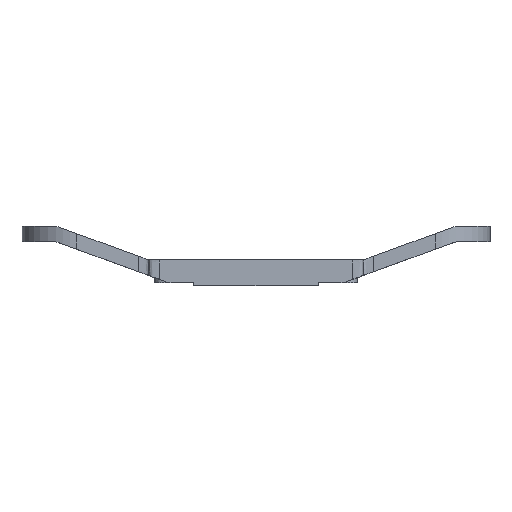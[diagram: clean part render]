
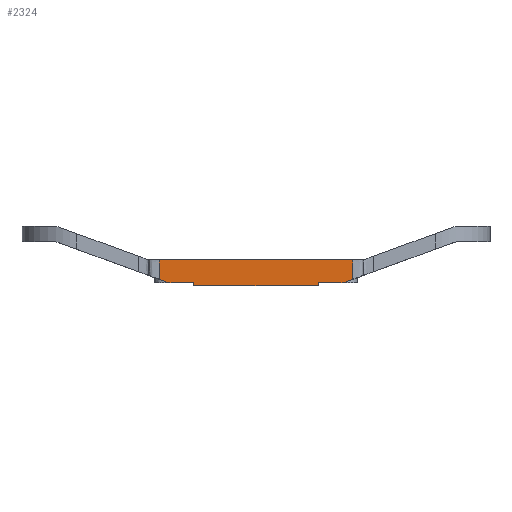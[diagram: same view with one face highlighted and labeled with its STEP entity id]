
A CAD part, front view. The second image highlights one B-rep face of the part: STEP entity #2324.
In plain terms, the highlighted planar face has unit normal (0, -1, 0).
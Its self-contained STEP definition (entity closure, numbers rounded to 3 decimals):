
#65 = EDGE_CURVE ( 'NONE', #1771, #2346, #256, .T. ) ;
#78 = ORIENTED_EDGE ( 'NONE', *, *, #65, .T. ) ;
#90 = ORIENTED_EDGE ( 'NONE', *, *, #216, .T. ) ;
#117 = CARTESIAN_POINT ( 'NONE',  ( -18.587, -25., 3.757 ) ) ;
#133 = ORIENTED_EDGE ( 'NONE', *, *, #1185, .T. ) ;
#216 = EDGE_CURVE ( 'NONE', #1074, #822, #321, .T. ) ;
#256 = B_SPLINE_CURVE_WITH_KNOTS ( 'NONE', 3,
 ( #1827, #2070, #2555, #1012 ),
 .UNSPECIFIED., .F., .F.,
 ( 4, 4 ),
 ( 0., 1. ),
 .UNSPECIFIED. ) ;
#258 = DIRECTION ( 'NONE',  ( 0.94, 0., -0.342 ) ) ;
#259 = CARTESIAN_POINT ( 'NONE',  ( -18.587, -25., 1.272 ) ) ;
#266 = FACE_OUTER_BOUND ( 'NONE', #2523, .T. ) ;
#310 = DIRECTION ( 'NONE',  ( 0., 0., -1. ) ) ;
#321 = LINE ( 'NONE', #2011, #1652 ) ;
#393 = VECTOR ( 'NONE', #2528, 1000. ) ;
#402 = LINE ( 'NONE', #2105, #1967 ) ;
#464 = CARTESIAN_POINT ( 'NONE',  ( -20.587, -25., 0. ) ) ;
#499 = VERTEX_POINT ( 'NONE', #751 ) ;
#559 = LINE ( 'NONE', #2440, #2832 ) ;
#595 = CARTESIAN_POINT ( 'NONE',  ( 38.5, -25., 8.52 ) ) ;
#619 = CARTESIAN_POINT ( 'NONE',  ( -16.741, -25., 0.6 ) ) ;
#699 = EDGE_CURVE ( 'NONE', #2389, #1598, #559, .T. ) ;
#751 = CARTESIAN_POINT ( 'NONE',  ( -18.587, -25., 5. ) ) ;
#822 = VERTEX_POINT ( 'NONE', #619 ) ;
#841 = ORIENTED_EDGE ( 'NONE', *, *, #2251, .T. ) ;
#884 = CARTESIAN_POINT ( 'NONE',  ( -12., -25., 0. ) ) ;
#946 = CARTESIAN_POINT ( 'NONE',  ( -18.587, -25., 1.272 ) ) ;
#972 = VECTOR ( 'NONE', #2660, 1000. ) ;
#985 = CARTESIAN_POINT ( 'NONE',  ( 18.587, -25., 5. ) ) ;
#1012 = CARTESIAN_POINT ( 'NONE',  ( 18.587, -25., 5. ) ) ;
#1015 = DIRECTION ( 'NONE',  ( 0., 1., 0. ) ) ;
#1027 = CARTESIAN_POINT ( 'NONE',  ( 12., -25., 0. ) ) ;
#1046 = CARTESIAN_POINT ( 'NONE',  ( 16.741, -25., 0.6 ) ) ;
#1067 = CARTESIAN_POINT ( 'NONE',  ( -18.587, -25., 2.515 ) ) ;
#1074 = VERTEX_POINT ( 'NONE', #259 ) ;
#1169 = DIRECTION ( 'NONE',  ( 1., 0., 0. ) ) ;
#1185 = EDGE_CURVE ( 'NONE', #822, #2389, #402, .T. ) ;
#1258 = VECTOR ( 'NONE', #2243, 1000. ) ;
#1297 = CARTESIAN_POINT ( 'NONE',  ( 16.741, -25., 0.6 ) ) ;
#1336 = VERTEX_POINT ( 'NONE', #1046 ) ;
#1346 = ORIENTED_EDGE ( 'NONE', *, *, #2922, .T. ) ;
#1355 = EDGE_CURVE ( 'NONE', #1336, #1771, #2764, .T. ) ;
#1367 = ORIENTED_EDGE ( 'NONE', *, *, #2094, .F. ) ;
#1444 = CARTESIAN_POINT ( 'NONE',  ( -20.587, -25., 5. ) ) ;
#1456 = LINE ( 'NONE', #1444, #1641 ) ;
#1483 = PLANE ( 'NONE',  #2454 ) ;
#1598 = VERTEX_POINT ( 'NONE', #884 ) ;
#1602 = CARTESIAN_POINT ( 'NONE',  ( 12., -25., 0.6 ) ) ;
#1627 = EDGE_CURVE ( 'NONE', #499, #1074, #1765, .T. ) ;
#1641 = VECTOR ( 'NONE', #1169, 1000. ) ;
#1652 = VECTOR ( 'NONE', #258, 1000. ) ;
#1723 = CARTESIAN_POINT ( 'NONE',  ( -20.587, -25., 5. ) ) ;
#1765 = B_SPLINE_CURVE_WITH_KNOTS ( 'NONE', 3,
 ( #2291, #117, #1067, #946 ),
 .UNSPECIFIED., .F., .F.,
 ( 4, 4 ),
 ( 0., 1. ),
 .UNSPECIFIED. ) ;
#1771 = VERTEX_POINT ( 'NONE', #2258 ) ;
#1783 = ORIENTED_EDGE ( 'NONE', *, *, #2744, .T. ) ;
#1816 = ORIENTED_EDGE ( 'NONE', *, *, #699, .T. ) ;
#1827 = CARTESIAN_POINT ( 'NONE',  ( 18.587, -25., 1.272 ) ) ;
#1967 = VECTOR ( 'NONE', #2357, 1000. ) ;
#2011 = CARTESIAN_POINT ( 'NONE',  ( -38.5, -25., 8.52 ) ) ;
#2029 = VERTEX_POINT ( 'NONE', #1602 ) ;
#2030 = DIRECTION ( 'NONE',  ( 0., 0., 1. ) ) ;
#2070 = CARTESIAN_POINT ( 'NONE',  ( 18.587, -25., 2.515 ) ) ;
#2094 = EDGE_CURVE ( 'NONE', #499, #2346, #1456, .T. ) ;
#2105 = CARTESIAN_POINT ( 'NONE',  ( -16.741, -25., 0.6 ) ) ;
#2243 = DIRECTION ( 'NONE',  ( 1., 0., 0. ) ) ;
#2251 = EDGE_CURVE ( 'NONE', #1598, #2510, #2887, .T. ) ;
#2258 = CARTESIAN_POINT ( 'NONE',  ( 18.587, -25., 1.272 ) ) ;
#2268 = CARTESIAN_POINT ( 'NONE',  ( -12., -25., 0.6 ) ) ;
#2277 = VECTOR ( 'NONE', #2824, 1000. ) ;
#2291 = CARTESIAN_POINT ( 'NONE',  ( -18.587, -25., 5. ) ) ;
#2324 = ADVANCED_FACE ( 'NONE', ( #266 ), #1483, .F. ) ;
#2346 = VERTEX_POINT ( 'NONE', #985 ) ;
#2357 = DIRECTION ( 'NONE',  ( 1., 0., 0. ) ) ;
#2378 = ORIENTED_EDGE ( 'NONE', *, *, #1355, .T. ) ;
#2389 = VERTEX_POINT ( 'NONE', #2268 ) ;
#2440 = CARTESIAN_POINT ( 'NONE',  ( -12., -25., 0.6 ) ) ;
#2454 = AXIS2_PLACEMENT_3D ( 'NONE', #1723, #1015, #2030 ) ;
#2510 = VERTEX_POINT ( 'NONE', #1027 ) ;
#2523 = EDGE_LOOP ( 'NONE', ( #2378, #78, #1367, #2942, #90, #133, #1816, #841, #1783, #1346 ) ) ;
#2528 = DIRECTION ( 'NONE',  ( 0.94, 0., 0.342 ) ) ;
#2555 = CARTESIAN_POINT ( 'NONE',  ( 18.587, -25., 3.757 ) ) ;
#2660 = DIRECTION ( 'NONE',  ( 1., 0., 0. ) ) ;
#2744 = EDGE_CURVE ( 'NONE', #2510, #2029, #2767, .T. ) ;
#2764 = LINE ( 'NONE', #595, #393 ) ;
#2767 = LINE ( 'NONE', #3041, #2277 ) ;
#2824 = DIRECTION ( 'NONE',  ( 0., 0., 1. ) ) ;
#2832 = VECTOR ( 'NONE', #310, 1000. ) ;
#2887 = LINE ( 'NONE', #464, #972 ) ;
#2922 = EDGE_CURVE ( 'NONE', #2029, #1336, #3022, .T. ) ;
#2942 = ORIENTED_EDGE ( 'NONE', *, *, #1627, .T. ) ;
#3022 = LINE ( 'NONE', #1297, #1258 ) ;
#3041 = CARTESIAN_POINT ( 'NONE',  ( 12., -25., 0.6 ) ) ;
